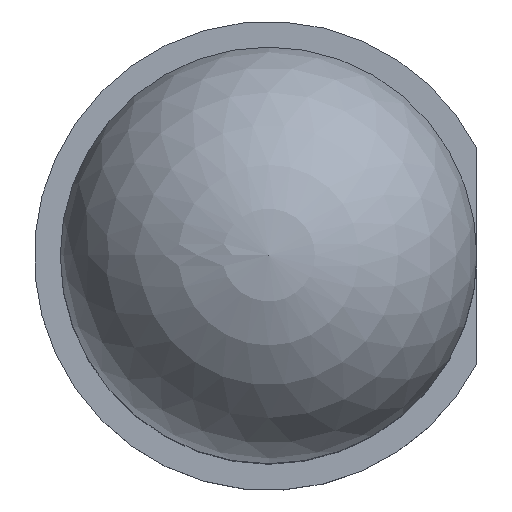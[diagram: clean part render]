
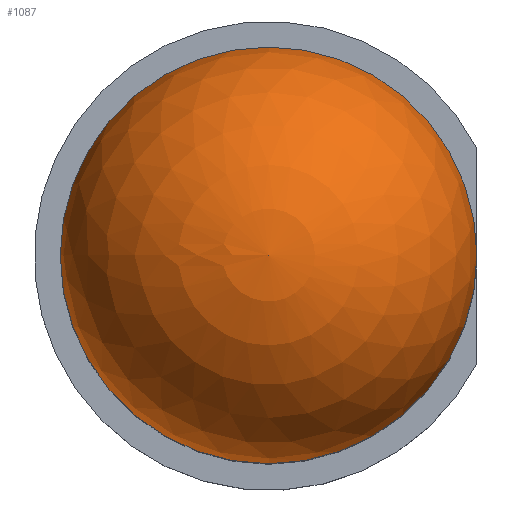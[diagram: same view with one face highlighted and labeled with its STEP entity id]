
A CAD part, top view. The second image highlights one B-rep face of the part: STEP entity #1087.
In plain terms, the highlighted spherical face has radius 4 mm.
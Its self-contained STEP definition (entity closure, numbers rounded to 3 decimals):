
#384=FACE_OUTER_BOUND('',#446,.T.);
#446=EDGE_LOOP('',(#774,#775,#776));
#508=CIRCLE('',#1168,4.);
#509=CIRCLE('',#1169,4.);
#514=VERTEX_POINT('',#1525);
#515=VERTEX_POINT('',#1527);
#618=EDGE_CURVE('',#514,#514,#508,.T.);
#619=EDGE_CURVE('',#515,#514,#509,.T.);
#774=ORIENTED_EDGE('',*,*,#618,.T.);
#775=ORIENTED_EDGE('',*,*,#619,.F.);
#776=ORIENTED_EDGE('',*,*,#619,.T.);
#1086=SPHERICAL_SURFACE('',#1167,4.);
#1087=ADVANCED_FACE('',(#384),#1086,.T.);
#1167=AXIS2_PLACEMENT_3D('',#1524,#1237,#1238);
#1168=AXIS2_PLACEMENT_3D('',#1526,#1239,#1240);
#1169=AXIS2_PLACEMENT_3D('',#1528,#1241,#1242);
#1237=DIRECTION('center_axis',(0.,0.,1.));
#1238=DIRECTION('ref_axis',(1.,0.,0.));
#1239=DIRECTION('center_axis',(0.,0.,1.));
#1240=DIRECTION('ref_axis',(1.,0.,0.));
#1241=DIRECTION('center_axis',(0.,-1.,0.));
#1242=DIRECTION('ref_axis',(-1.,0.,0.));
#1524=CARTESIAN_POINT('Origin',(0.,0.,7.));
#1525=CARTESIAN_POINT('',(-4.,0.,7.));
#1526=CARTESIAN_POINT('Origin',(0.,0.,7.));
#1527=CARTESIAN_POINT('',(0.,0.,11.));
#1528=CARTESIAN_POINT('Origin',(0.,0.,7.));
